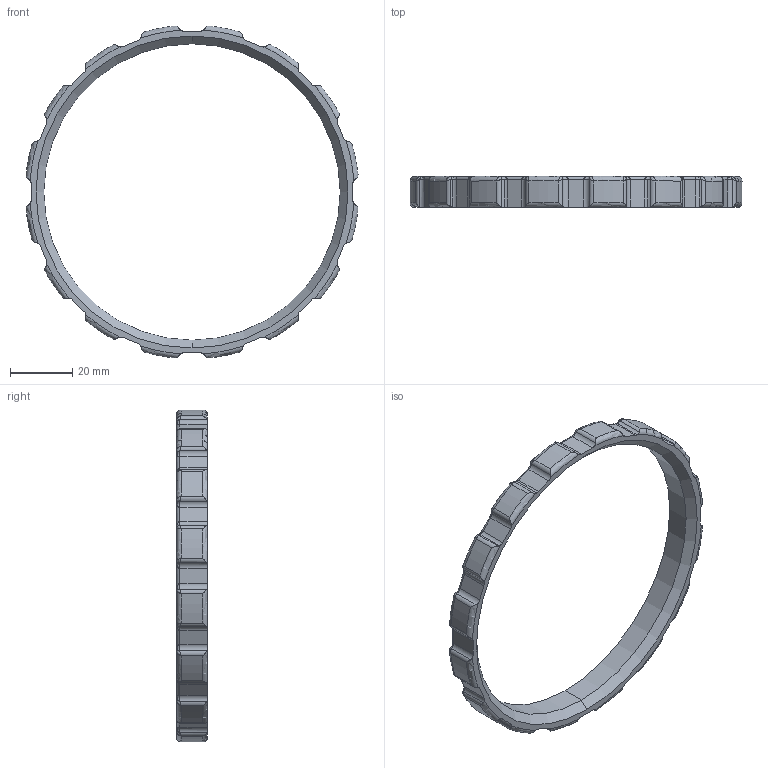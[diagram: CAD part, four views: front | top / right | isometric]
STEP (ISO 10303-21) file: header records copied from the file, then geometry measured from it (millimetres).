
FILE_DESCRIPTION (( 'STEP AP203' ), '1' );
FILE_NAME ('Tire.STEP', '2024-03-17T00:30:29', ( '' ), ( '' ), 'SwSTEP 2.0', 'SolidWorks 2023', '' );
FILE_SCHEMA (( 'CONFIG_CONTROL_DESIGN' ));
Length unit declared in the file: millimetre
Products named in the file (1): Tire
Bounding box: 106.42 x 9.9 x 106.42 mm (x, y, z)
Volume: 15126.2 mm3; surface area: 9011.5 mm2
Topology: 1 solids, 1 shells, 384 faces, 984 edges, 538 vertices
Faces by surface type: bspline 160, cylinder 140, torus 64, plane 18, cone 2
Entity records: 14849 total; most frequent: CARTESIAN_POINT 7183, ORIENTED_EDGE 1840, DIRECTION 1304, EDGE_CURVE 920, AXIS2_PLACEMENT_3D 557, VERTEX_POINT 538, EDGE_LOOP 386, ADVANCED_FACE 384
